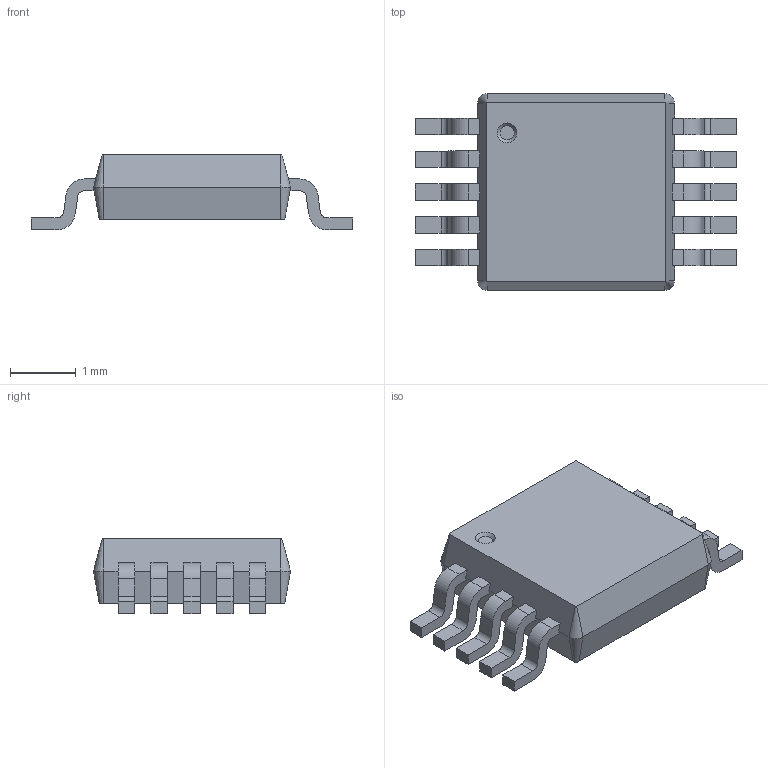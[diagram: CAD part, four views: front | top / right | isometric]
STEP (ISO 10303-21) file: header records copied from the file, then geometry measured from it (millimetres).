
FILE_DESCRIPTION((''),'2;1');
FILE_NAME('MSOP-10.stp','2013-03-20T13:46:18',('yvshub'),(''),'Autodesk Inventor 2011','Autodesk Inventor 2011','');
FILE_SCHEMA(('AUTOMOTIVE_DESIGN { 1 0 10303 214 1 1 1 1 }'));
Length unit declared in the file: millimetre
Products named in the file (1): MSOP-10
Bounding box: 4.9 x 3 x 1.15 mm (x, y, z)
Volume: 9 mm3; surface area: 38.9 mm2
Topology: 1 solids, 1 shells, 150 faces, 433 edges, 286 vertices
Faces by surface type: plane 101, cylinder 40, cone 9
Entity records: 5113 total; most frequent: CARTESIAN_POINT 869, ORIENTED_EDGE 864, DIRECTION 828, EDGE_CURVE 432, VECTOR 338, LINE 338, VERTEX_POINT 286, AXIS2_PLACEMENT_3D 245
